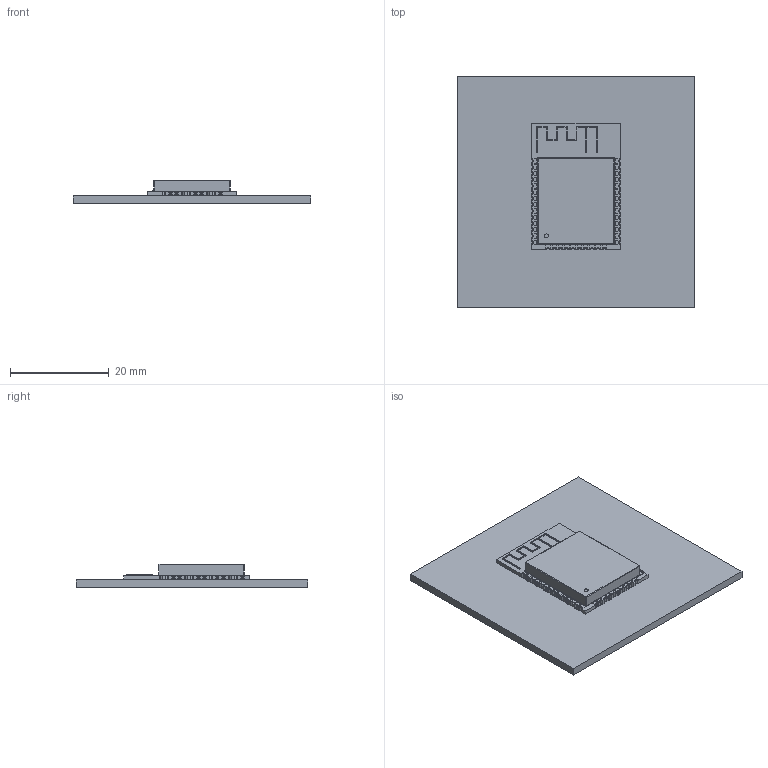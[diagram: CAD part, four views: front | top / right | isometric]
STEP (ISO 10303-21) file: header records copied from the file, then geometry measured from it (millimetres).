
FILE_DESCRIPTION(('KiCad electronic assembly'),'2;1');
FILE_NAME('PCB_Satellogic.step','2023-03-06T20:23:37',('An Author'),( 'A Company'),'Open CASCADE STEP processor 6.9', 'KiCad to STEP converter','Unknown');
FILE_SCHEMA(('AUTOMOTIVE_DESIGN { 1 0 10303 214 1 1 1 1 }'));
Length unit declared in the file: millimetre
Products named in the file (4): Open CASCADE STEP translator 6.9 1; ESP32-WROOM-32; SOLID
Assembly tree (3 placements, depth 3):
  Open CASCADE STEP translator 6.9 1
    ESP32-WROOM-32
      SOLID
    SOLID
Bounding box: 48.26 x 46.99 x 4.75 mm (x, y, z)
Volume: 4621.4 mm3; surface area: 6004.4 mm2
Topology: 2 solids, 3 shells, 757 faces, 1956 edges, 1204 vertices
Faces by surface type: plane 667, cylinder 86, sphere 4
Full cylindrical faces by diameter (mm): 0.8 x2
Entity records: 53599 total; most frequent: CARTESIAN_POINT 8421, DIRECTION 7682, LINE 4860, VECTOR 4860, ORIENTED_EDGE 3904, PCURVE 3904, DEFINITIONAL_REPRESENTATION 3904, EDGE_CURVE 1952
